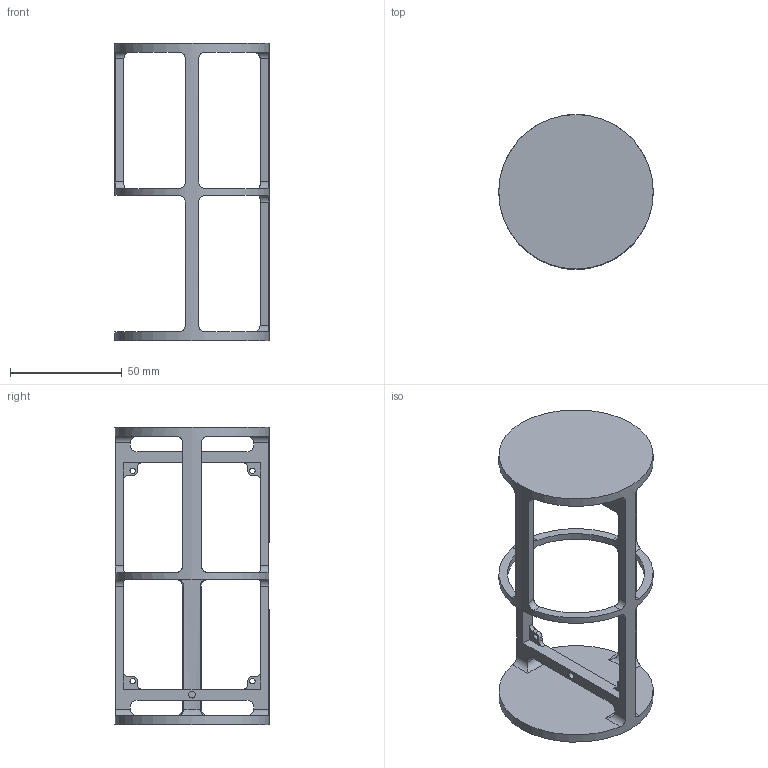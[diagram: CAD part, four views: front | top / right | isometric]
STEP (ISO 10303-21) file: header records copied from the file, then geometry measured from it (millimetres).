
FILE_DESCRIPTION(/* description */ (''),/* implementation_level */ '2;1');
FILE_NAME(/* name */ 'Frame.stp',/* time_stamp */ '2025-10-17T17:08:46+01:00',/* author */ ('tolga'),/* organization */ (''),/* preprocessor_version */ 'ST-DEVELOPER v20',/* originating_system */ 'Autodesk Inventor 2025',/* authorisation */ '');
FILE_SCHEMA (('AUTOMOTIVE_DESIGN { 1 0 10303 214 3 1 1 }'));
Length unit declared in the file: millimetre
Products named in the file (1): Frame
Bounding box: 69 x 69 x 133 mm (x, y, z)
Volume: 48425.4 mm3; surface area: 31064.3 mm2
Topology: 1 solids, 1 shells, 103 faces, 308 edges, 198 vertices
Faces by surface type: cylinder 57, plane 43, torus 3
Full cylindrical faces by diameter (mm): 2.4 x4, 3 x2, 69 x1
Entity records: 3906 total; most frequent: CARTESIAN_POINT 1066, ORIENTED_EDGE 616, DIRECTION 549, EDGE_CURVE 308, VERTEX_POINT 198, AXIS2_PLACEMENT_3D 185, LINE 179, VECTOR 179
